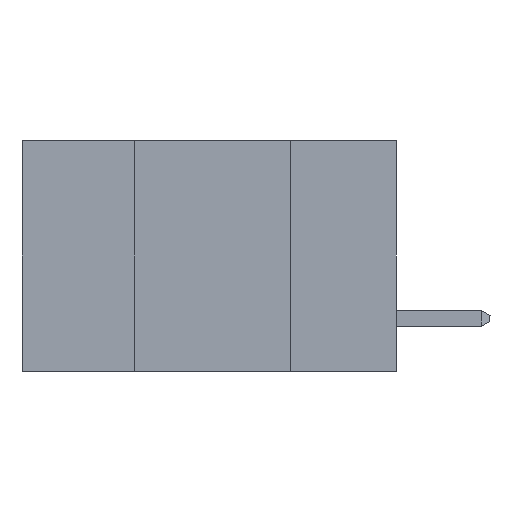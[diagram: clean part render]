
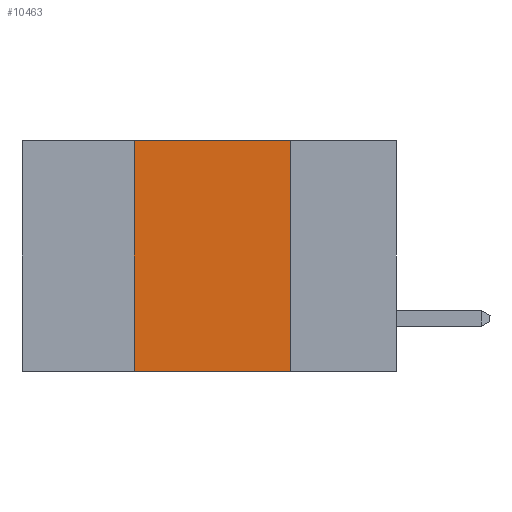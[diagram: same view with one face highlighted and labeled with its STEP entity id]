
A CAD part, left-side view. The second image highlights one B-rep face of the part: STEP entity #10463.
In plain terms, the highlighted planar face has unit normal (-1, 0, 0).
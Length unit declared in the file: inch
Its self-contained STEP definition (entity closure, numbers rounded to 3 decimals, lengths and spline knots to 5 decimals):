
#1276 = LINE ( 'NONE', #16734, #11431 ) ;
#1783 = DIRECTION ( 'NONE',  ( 0., 0., -1. ) ) ;
#1803 = EDGE_CURVE ( 'NONE', #17373, #3055, #4384, .T. ) ;
#1855 = CARTESIAN_POINT ( 'NONE',  ( 0., 0.42, 0. ) ) ;
#1981 = CARTESIAN_POINT ( 'NONE',  ( 0., 0.17, -0.37 ) ) ;
#2209 = ORIENTED_EDGE ( 'NONE', *, *, #1803, .F. ) ;
#3055 = VERTEX_POINT ( 'NONE', #5453 ) ;
#3964 = CARTESIAN_POINT ( 'NONE',  ( 0., 0.42, -0.37 ) ) ;
#4384 = LINE ( 'NONE', #1981, #23726 ) ;
#4924 = EDGE_LOOP ( 'NONE', ( #2209, #13806, #6115, #17644 ) ) ;
#5205 = VERTEX_POINT ( 'NONE', #1855 ) ;
#5387 = DIRECTION ( 'NONE',  ( 0., 0., 1. ) ) ;
#5453 = CARTESIAN_POINT ( 'NONE',  ( 0., 0.17, -0.37 ) ) ;
#6115 = ORIENTED_EDGE ( 'NONE', *, *, #22493, .F. ) ;
#8281 = VERTEX_POINT ( 'NONE', #3964 ) ;
#9409 = VECTOR ( 'NONE', #21088, 39.37008 ) ;
#9693 = LINE ( 'NONE', #23105, #19100 ) ;
#9972 = EDGE_CURVE ( 'NONE', #5205, #17373, #19397, .T. ) ;
#10032 = CARTESIAN_POINT ( 'NONE',  ( 0., 0.17, 0. ) ) ;
#10463 = ADVANCED_FACE ( 'NONE', ( #21939 ), #18052, .F. ) ;
#11431 = VECTOR ( 'NONE', #5387, 39.37008 ) ;
#11942 = DIRECTION ( 'NONE',  ( 0., -1., 0. ) ) ;
#13806 = ORIENTED_EDGE ( 'NONE', *, *, #9972, .F. ) ;
#14693 = AXIS2_PLACEMENT_3D ( 'NONE', #17117, #15579, #15518 ) ;
#15518 = DIRECTION ( 'NONE',  ( 0., 0., -1. ) ) ;
#15579 = DIRECTION ( 'NONE',  ( 1., 0., 0. ) ) ;
#16734 = CARTESIAN_POINT ( 'NONE',  ( 0., 0.42, -0.37 ) ) ;
#17117 = CARTESIAN_POINT ( 'NONE',  ( 0., 0.6, 0. ) ) ;
#17373 = VERTEX_POINT ( 'NONE', #10032 ) ;
#17644 = ORIENTED_EDGE ( 'NONE', *, *, #22185, .T. ) ;
#18052 = PLANE ( 'NONE',  #14693 ) ;
#19100 = VECTOR ( 'NONE', #11942, 39.37008 ) ;
#19397 = LINE ( 'NONE', #21134, #9409 ) ;
#21088 = DIRECTION ( 'NONE',  ( 0., -1., 0. ) ) ;
#21134 = CARTESIAN_POINT ( 'NONE',  ( 0., 0.6, 0. ) ) ;
#21939 = FACE_OUTER_BOUND ( 'NONE', #4924, .T. ) ;
#22185 = EDGE_CURVE ( 'NONE', #8281, #3055, #9693, .T. ) ;
#22493 = EDGE_CURVE ( 'NONE', #8281, #5205, #1276, .T. ) ;
#23105 = CARTESIAN_POINT ( 'NONE',  ( 0., 0.6, -0.37 ) ) ;
#23726 = VECTOR ( 'NONE', #1783, 39.37008 ) ;
